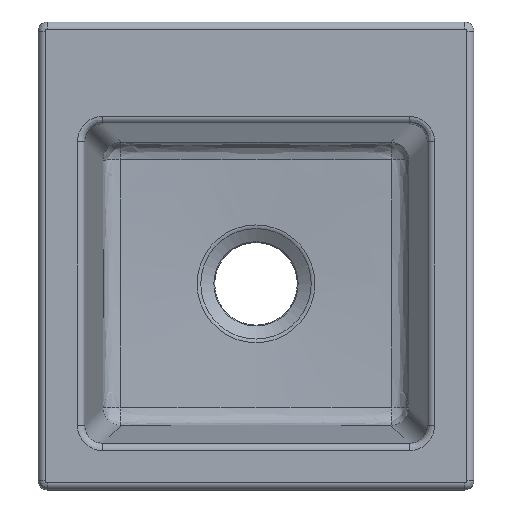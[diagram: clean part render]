
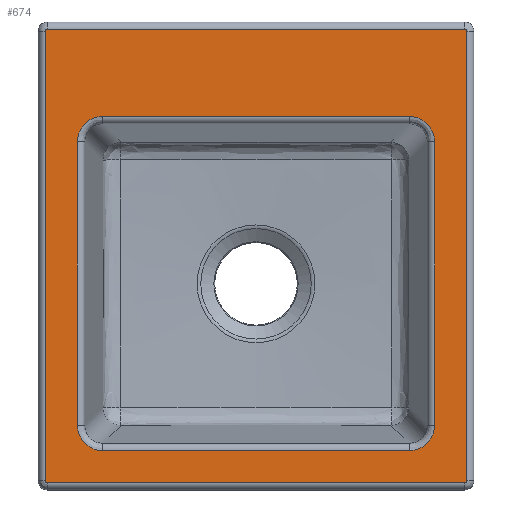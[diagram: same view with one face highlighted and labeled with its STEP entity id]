
A CAD part, top view. The second image highlights one B-rep face of the part: STEP entity #674.
In plain terms, the highlighted planar face has unit normal (0, 0, 1).
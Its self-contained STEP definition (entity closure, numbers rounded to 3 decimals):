
#506=B_SPLINE_CURVE_WITH_KNOTS('',3,(#5800,#5801,#5802,#5803,#5804,#5805),
 .UNSPECIFIED.,.F.,.F.,(4,2,4),(0.,0.5,1.),.UNSPECIFIED.);
#507=B_SPLINE_CURVE_WITH_KNOTS('',3,(#5893,#5894,#5895,#5896,#5897,#5898),
 .UNSPECIFIED.,.F.,.F.,(4,2,4),(0.,0.5,1.),.UNSPECIFIED.);
#508=B_SPLINE_CURVE_WITH_KNOTS('',3,(#5988,#5989,#5990,#5991,#5992,#5993),
 .UNSPECIFIED.,.F.,.F.,(4,2,4),(0.,0.5,1.),.UNSPECIFIED.);
#509=B_SPLINE_CURVE_WITH_KNOTS('',3,(#6081,#6082,#6083,#6084,#6085,#6086),
 .UNSPECIFIED.,.F.,.F.,(4,2,4),(0.,0.5,1.),.UNSPECIFIED.);
#674=ADVANCED_FACE('',(#939,#940),#864,.T.);
#864=PLANE('',#3627);
#911=ELLIPSE('',#3604,28.361,28.);
#912=ELLIPSE('',#3611,28.361,28.);
#913=ELLIPSE('',#3613,28.361,28.);
#914=ELLIPSE('',#3618,28.361,28.);
#939=FACE_BOUND('',#1014,.T.);
#940=FACE_BOUND('',#1015,.T.);
#1014=EDGE_LOOP('',(#1645,#1646,#1647,#1648,#1649,#1650,#1651,#1652));
#1015=EDGE_LOOP('',(#1653,#1654,#1655,#1656,#1657,#1658,#1659,#1660));
#1645=ORIENTED_EDGE('',*,*,#2886,.T.);
#1646=ORIENTED_EDGE('',*,*,#2881,.T.);
#1647=ORIENTED_EDGE('',*,*,#2888,.T.);
#1648=ORIENTED_EDGE('',*,*,#2894,.T.);
#1649=ORIENTED_EDGE('',*,*,#2900,.T.);
#1650=ORIENTED_EDGE('',*,*,#2902,.T.);
#1651=ORIENTED_EDGE('',*,*,#2898,.T.);
#1652=ORIENTED_EDGE('',*,*,#2892,.T.);
#1653=ORIENTED_EDGE('',*,*,#2864,.T.);
#1654=ORIENTED_EDGE('',*,*,#2866,.T.);
#1655=ORIENTED_EDGE('',*,*,#2868,.T.);
#1656=ORIENTED_EDGE('',*,*,#2870,.T.);
#1657=ORIENTED_EDGE('',*,*,#2873,.T.);
#1658=ORIENTED_EDGE('',*,*,#2875,.T.);
#1659=ORIENTED_EDGE('',*,*,#2877,.T.);
#1660=ORIENTED_EDGE('',*,*,#2878,.T.);
#2543=VERTEX_POINT('',#5799);
#2544=VERTEX_POINT('',#5806);
#2545=VERTEX_POINT('',#5890);
#2546=VERTEX_POINT('',#5899);
#2547=VERTEX_POINT('',#5983);
#2548=VERTEX_POINT('',#5987);
#2549=VERTEX_POINT('',#6076);
#2550=VERTEX_POINT('',#6080);
#2553=VERTEX_POINT('',#6230);
#2554=VERTEX_POINT('',#6232);
#2556=VERTEX_POINT('',#6284);
#2559=VERTEX_POINT('',#6291);
#2560=VERTEX_POINT('',#6296);
#2563=VERTEX_POINT('',#6349);
#2564=VERTEX_POINT('',#6400);
#2567=VERTEX_POINT('',#6407);
#2864=EDGE_CURVE('',#2544,#2543,#506,.T.);
#2866=EDGE_CURVE('',#2543,#2545,#3291,.T.);
#2868=EDGE_CURVE('',#2545,#2546,#507,.T.);
#2870=EDGE_CURVE('',#2546,#2547,#3292,.T.);
#2873=EDGE_CURVE('',#2547,#2548,#508,.T.);
#2875=EDGE_CURVE('',#2548,#2549,#3293,.T.);
#2877=EDGE_CURVE('',#2549,#2550,#509,.T.);
#2878=EDGE_CURVE('',#2550,#2544,#3294,.T.);
#2881=EDGE_CURVE('',#2554,#2553,#911,.T.);
#2886=EDGE_CURVE('',#2556,#2554,#3296,.T.);
#2888=EDGE_CURVE('',#2553,#2559,#3297,.T.);
#2892=EDGE_CURVE('',#2560,#2556,#912,.T.);
#2894=EDGE_CURVE('',#2559,#2563,#913,.T.);
#2898=EDGE_CURVE('',#2564,#2560,#3300,.T.);
#2900=EDGE_CURVE('',#2563,#2567,#3301,.T.);
#2902=EDGE_CURVE('',#2567,#2564,#914,.T.);
#3291=LINE('',#5889,#3426);
#3292=LINE('',#5982,#3427);
#3293=LINE('',#6077,#3428);
#3294=LINE('',#6168,#3429);
#3296=LINE('',#6287,#3431);
#3297=LINE('',#6292,#3432);
#3300=LINE('',#6403,#3435);
#3301=LINE('',#6408,#3436);
#3426=VECTOR('',#4057,1.);
#3427=VECTOR('',#4064,1.);
#3428=VECTOR('',#4073,1.);
#3429=VECTOR('',#4078,1.);
#3431=VECTOR('',#4092,1.);
#3432=VECTOR('',#4097,1.);
#3435=VECTOR('',#4112,1.);
#3436=VECTOR('',#4117,1.);
#3604=AXIS2_PLACEMENT_3D('',#6231,#4085,#4086);
#3611=AXIS2_PLACEMENT_3D('',#6316,#4103,#4104);
#3613=AXIS2_PLACEMENT_3D('',#6350,#4107,#4108);
#3618=AXIS2_PLACEMENT_3D('',#6411,#4121,#4122);
#3627=AXIS2_PLACEMENT_3D('',#6488,#4143,#4144);
#4057=DIRECTION('',(0.,1.,0.));
#4064=DIRECTION('',(-1.,0.,0.));
#4073=DIRECTION('',(0.,-1.,0.));
#4078=DIRECTION('',(1.,0.,0.));
#4085=DIRECTION('',(0.,0.,-1.));
#4086=DIRECTION('',(-0.707,-0.707,0.));
#4092=DIRECTION('',(1.,0.,0.));
#4097=DIRECTION('',(0.,-1.,0.));
#4103=DIRECTION('',(0.,0.,-1.));
#4104=DIRECTION('',(0.707,-0.707,0.));
#4107=DIRECTION('',(0.,0.,-1.));
#4108=DIRECTION('',(-0.707,0.707,0.));
#4112=DIRECTION('',(0.,1.,0.));
#4117=DIRECTION('',(-1.,0.,0.));
#4121=DIRECTION('',(0.,0.,-1.));
#4122=DIRECTION('',(0.707,0.707,0.));
#4143=DIRECTION('',(0.,0.,1.));
#4144=DIRECTION('',(-1.,0.,0.));
#5799=CARTESIAN_POINT('',(229.5,-215.,0.));
#5800=CARTESIAN_POINT('',(227.5,-217.,0.));
#5801=CARTESIAN_POINT('',(227.979,-217.,0.));
#5802=CARTESIAN_POINT('',(228.526,-216.803,0.));
#5803=CARTESIAN_POINT('',(229.303,-216.026,0.));
#5804=CARTESIAN_POINT('',(229.5,-215.484,0.));
#5805=CARTESIAN_POINT('',(229.5,-215.,0.));
#5806=CARTESIAN_POINT('',(227.5,-217.,0.));
#5889=CARTESIAN_POINT('',(229.5,30.,0.));
#5890=CARTESIAN_POINT('',(229.5,275.,0.));
#5893=CARTESIAN_POINT('',(229.5,275.,0.));
#5894=CARTESIAN_POINT('',(229.5,275.479,0.));
#5895=CARTESIAN_POINT('',(229.303,276.026,0.));
#5896=CARTESIAN_POINT('',(228.526,276.803,0.));
#5897=CARTESIAN_POINT('',(227.984,277.,0.));
#5898=CARTESIAN_POINT('',(227.5,277.,0.));
#5899=CARTESIAN_POINT('',(227.5,277.,0.));
#5982=CARTESIAN_POINT('',(0.,277.,0.));
#5983=CARTESIAN_POINT('',(-227.5,277.,0.));
#5987=CARTESIAN_POINT('',(-229.5,275.,0.));
#5988=CARTESIAN_POINT('',(-227.5,277.,0.));
#5989=CARTESIAN_POINT('',(-227.979,277.,0.));
#5990=CARTESIAN_POINT('',(-228.526,276.803,0.));
#5991=CARTESIAN_POINT('',(-229.303,276.026,0.));
#5992=CARTESIAN_POINT('',(-229.5,275.484,0.));
#5993=CARTESIAN_POINT('',(-229.5,275.,0.));
#6076=CARTESIAN_POINT('',(-229.5,-215.,0.));
#6077=CARTESIAN_POINT('',(-229.5,30.,0.));
#6080=CARTESIAN_POINT('',(-227.5,-217.,0.));
#6081=CARTESIAN_POINT('',(-229.5,-215.,0.));
#6082=CARTESIAN_POINT('',(-229.5,-215.479,0.));
#6083=CARTESIAN_POINT('',(-229.303,-216.026,0.));
#6084=CARTESIAN_POINT('',(-228.526,-216.803,0.));
#6085=CARTESIAN_POINT('',(-227.984,-217.,0.));
#6086=CARTESIAN_POINT('',(-227.5,-217.,0.));
#6168=CARTESIAN_POINT('',(0.,-217.,0.));
#6230=CARTESIAN_POINT('',(194.64,154.32,0.));
#6231=CARTESIAN_POINT('',(166.459,153.959,0.));
#6232=CARTESIAN_POINT('',(166.82,182.14,0.));
#6284=CARTESIAN_POINT('',(-166.82,182.14,0.));
#6287=CARTESIAN_POINT('',(-229.5,182.14,0.));
#6291=CARTESIAN_POINT('',(194.64,-154.32,0.));
#6292=CARTESIAN_POINT('',(194.64,-217.,0.));
#6296=CARTESIAN_POINT('',(-194.64,154.32,0.));
#6316=CARTESIAN_POINT('',(-166.459,153.959,0.));
#6349=CARTESIAN_POINT('',(166.82,-182.14,0.));
#6350=CARTESIAN_POINT('',(166.459,-153.959,0.));
#6400=CARTESIAN_POINT('',(-194.64,-154.32,0.));
#6403=CARTESIAN_POINT('',(-194.64,-217.,0.));
#6407=CARTESIAN_POINT('',(-166.82,-182.14,0.));
#6408=CARTESIAN_POINT('',(-229.5,-182.14,0.));
#6411=CARTESIAN_POINT('',(-166.459,-153.959,0.));
#6488=CARTESIAN_POINT('',(-229.5,-217.,0.));
